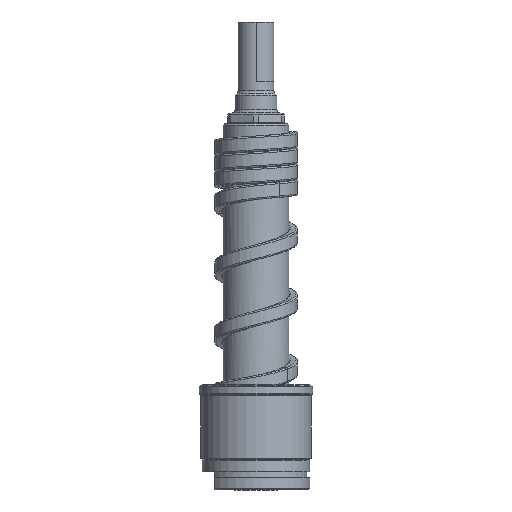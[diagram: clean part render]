
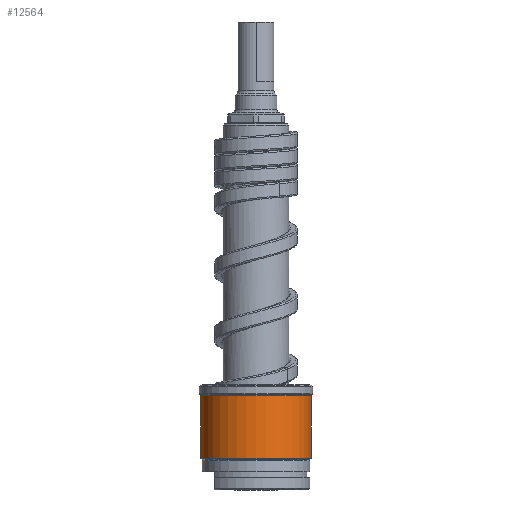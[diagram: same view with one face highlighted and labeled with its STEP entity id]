
A CAD part, front view. The second image highlights one B-rep face of the part: STEP entity #12564.
In plain terms, the highlighted cylindrical face has radius 18.5 mm (diameter 37 mm), a partial arc.
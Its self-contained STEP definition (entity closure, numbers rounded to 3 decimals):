
#3991=CARTESIAN_POINT('',(0.,0.,10.583));
#3992=DIRECTION('',(0.,0.,1.));
#3993=DIRECTION('',(-1.,0.,0.));
#3994=AXIS2_PLACEMENT_3D('',#3991,#3992,#3993);
#3996=DIRECTION('',(0.,0.,-1.));
#3997=VECTOR('',#3996,20.834);
#3998=CARTESIAN_POINT('',(-18.5,0.,31.417));
#3999=LINE('',#3998,#3997);
#4000=CARTESIAN_POINT('',(0.,0.,31.417));
#4001=DIRECTION('',(0.,0.,1.));
#4002=DIRECTION('',(-1.,0.,0.));
#4003=AXIS2_PLACEMENT_3D('',#4000,#4001,#4002);
#4005=DIRECTION('',(0.,0.,-1.));
#4006=VECTOR('',#4005,20.834);
#4007=CARTESIAN_POINT('',(18.5,0.,31.417));
#4008=LINE('',#4007,#4006);
#6746=CARTESIAN_POINT('',(18.5,0.,31.417));
#6747=CARTESIAN_POINT('',(-18.5,0.,31.417));
#6748=VERTEX_POINT('',#6746);
#6749=VERTEX_POINT('',#6747);
#6772=CARTESIAN_POINT('',(18.5,0.,10.583));
#6773=VERTEX_POINT('',#6772);
#6774=CARTESIAN_POINT('',(-18.5,0.,10.583));
#6775=VERTEX_POINT('',#6774);
#12552=CARTESIAN_POINT('',(0.,0.,8.75));
#12553=DIRECTION('',(0.,0.,1.));
#12554=DIRECTION('',(-1.,0.,0.));
#12555=AXIS2_PLACEMENT_3D('',#12552,#12553,#12554);
#12556=CYLINDRICAL_SURFACE('',#12555,18.5);
#12557=ORIENTED_EDGE('',*,*,#12533,.F.);
#12558=ORIENTED_EDGE('',*,*,#12514,.F.);
#12560=ORIENTED_EDGE('',*,*,#12559,.T.);
#12561=ORIENTED_EDGE('',*,*,#12510,.T.);
#12562=EDGE_LOOP('',(#12557,#12558,#12560,#12561));
#12563=FACE_OUTER_BOUND('',#12562,.F.);
#3995=CIRCLE('',#3994,18.5);
#4004=CIRCLE('',#4003,18.5);
#12510=EDGE_CURVE('',#6748,#6773,#4008,.T.);
#12514=EDGE_CURVE('',#6749,#6775,#3999,.T.);
#12533=EDGE_CURVE('',#6775,#6773,#3995,.T.);
#12559=EDGE_CURVE('',#6749,#6748,#4004,.T.);
#12564=ADVANCED_FACE('',(#12563),#12556,.T.);
